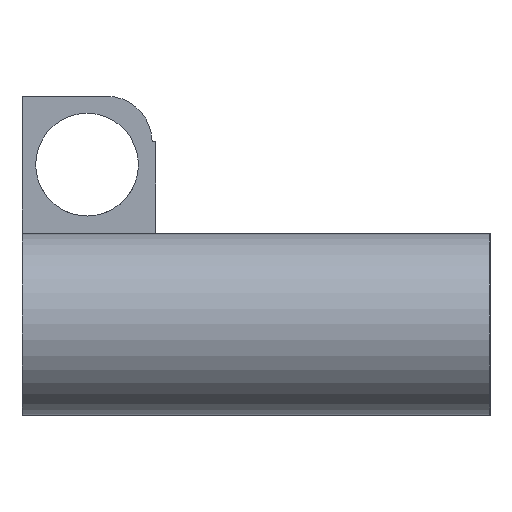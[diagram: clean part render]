
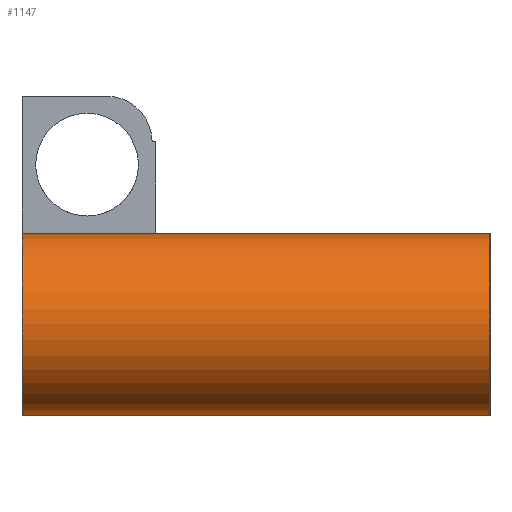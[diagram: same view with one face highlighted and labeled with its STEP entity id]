
A CAD part, left-side view. The second image highlights one B-rep face of the part: STEP entity #1147.
In plain terms, the highlighted cylindrical face has radius 4 mm (diameter 8 mm), a full revolution.
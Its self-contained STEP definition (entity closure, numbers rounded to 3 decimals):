
#59=CIRCLE('',#1203,4.);
#76=CIRCLE('',#1235,4.);
#82=CIRCLE('',#1258,4.);
#83=CIRCLE('',#1259,4.);
#100=CYLINDRICAL_SURFACE('',#1257,4.);
#156=FACE_OUTER_BOUND('',#221,.T.);
#221=EDGE_LOOP('',(#1014,#1015,#1016,#1017,#1018,#1019,#1020,#1021,#1022));
#308=LINE('',#2010,#415);
#330=LINE('',#2071,#437);
#331=LINE('',#2073,#438);
#333=LINE('',#2078,#440);
#415=VECTOR('',#1477,10.);
#437=VECTOR('',#1547,10.);
#438=VECTOR('',#1550,10.);
#440=VECTOR('',#1556,4.);
#451=VERTEX_POINT('',#1599);
#504=VERTEX_POINT('',#1911);
#536=VERTEX_POINT('',#2007);
#537=VERTEX_POINT('',#2009);
#541=VERTEX_POINT('',#2021);
#552=VERTEX_POINT('',#2069);
#553=VERTEX_POINT('',#2076);
#634=EDGE_CURVE('',#504,#504,#59,.T.);
#678=EDGE_CURVE('',#536,#537,#308,.T.);
#685=EDGE_CURVE('',#536,#541,#76,.T.);
#709=EDGE_CURVE('',#451,#552,#330,.T.);
#710=EDGE_CURVE('',#541,#451,#331,.T.);
#712=EDGE_CURVE('',#553,#552,#82,.T.);
#713=EDGE_CURVE('',#553,#504,#333,.T.);
#714=EDGE_CURVE('',#537,#553,#83,.T.);
#1014=ORIENTED_EDGE('',*,*,#710,.T.);
#1015=ORIENTED_EDGE('',*,*,#709,.T.);
#1016=ORIENTED_EDGE('',*,*,#712,.F.);
#1017=ORIENTED_EDGE('',*,*,#713,.T.);
#1018=ORIENTED_EDGE('',*,*,#634,.F.);
#1019=ORIENTED_EDGE('',*,*,#713,.F.);
#1020=ORIENTED_EDGE('',*,*,#714,.F.);
#1021=ORIENTED_EDGE('',*,*,#678,.F.);
#1022=ORIENTED_EDGE('',*,*,#685,.T.);
#1147=ADVANCED_FACE('',(#156),#100,.T.);
#1203=AXIS2_PLACEMENT_3D('',#1912,#1395,#1396);
#1235=AXIS2_PLACEMENT_3D('',#2023,#1489,#1490);
#1257=AXIS2_PLACEMENT_3D('',#2075,#1552,#1553);
#1258=AXIS2_PLACEMENT_3D('',#2077,#1554,#1555);
#1259=AXIS2_PLACEMENT_3D('',#2079,#1557,#1558);
#1395=DIRECTION('center_axis',(0.,-1.,0.));
#1396=DIRECTION('ref_axis',(1.,0.,0.));
#1477=DIRECTION('',(0.,1.,0.));
#1489=DIRECTION('center_axis',(0.,-1.,0.));
#1490=DIRECTION('ref_axis',(1.,0.,0.));
#1547=DIRECTION('',(0.,1.,0.));
#1550=DIRECTION('',(0.,1.,0.));
#1552=DIRECTION('center_axis',(0.,1.,0.));
#1553=DIRECTION('ref_axis',(1.,0.,0.));
#1554=DIRECTION('center_axis',(0.,1.,0.));
#1555=DIRECTION('ref_axis',(-1.,0.,0.));
#1556=DIRECTION('',(0.,-1.,0.));
#1557=DIRECTION('center_axis',(0.,1.,0.));
#1558=DIRECTION('ref_axis',(-1.,0.,0.));
#1599=CARTESIAN_POINT('',(0.,13.65,4.));
#1911=CARTESIAN_POINT('',(-4.,-1.,0.));
#1912=CARTESIAN_POINT('Origin',(0.,-1.,0.));
#2007=CARTESIAN_POINT('',(0.,10.,-4.));
#2009=CARTESIAN_POINT('',(0.,19.5,-4.));
#2010=CARTESIAN_POINT('',(0.,0.,-4.));
#2021=CARTESIAN_POINT('',(0.,10.,4.));
#2023=CARTESIAN_POINT('Origin',(0.,10.,0.));
#2069=CARTESIAN_POINT('',(0.,19.5,4.));
#2071=CARTESIAN_POINT('',(0.,0.,4.));
#2073=CARTESIAN_POINT('',(0.,0.,4.));
#2075=CARTESIAN_POINT('Origin',(0.,0.,0.));
#2076=CARTESIAN_POINT('',(-4.,19.5,0.));
#2077=CARTESIAN_POINT('Origin',(0.,19.5,0.));
#2078=CARTESIAN_POINT('',(-4.,0.,0.));
#2079=CARTESIAN_POINT('Origin',(0.,19.5,0.));
